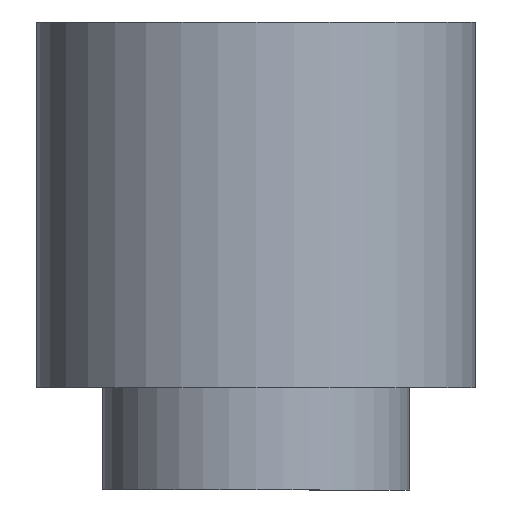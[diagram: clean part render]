
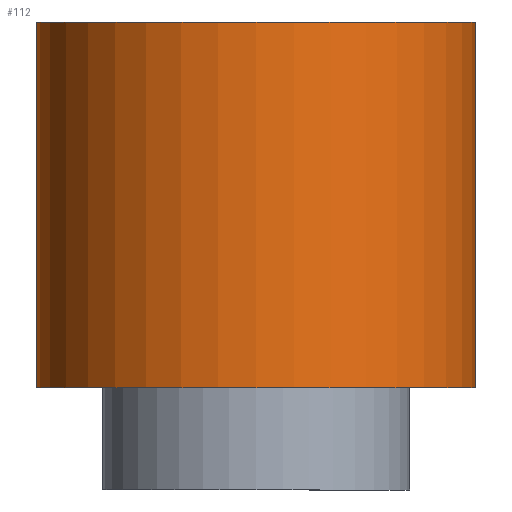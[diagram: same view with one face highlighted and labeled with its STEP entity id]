
A CAD part, left-side view. The second image highlights one B-rep face of the part: STEP entity #112.
In plain terms, the highlighted cylindrical face has radius 3 mm (diameter 6 mm), a partial arc.
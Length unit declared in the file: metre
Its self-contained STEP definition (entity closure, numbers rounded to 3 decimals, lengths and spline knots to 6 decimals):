
#112=ADVANCED_FACE('0:34',(#129),#130,.T.);
#129=FACE_OUTER_BOUND('',#165,.T.);
#130=CYLINDRICAL_SURFACE('',#166,0.003);
#165=EDGE_LOOP('',(#197,#198,#199,#200));
#166=AXIS2_PLACEMENT_3D('',#201,#202,#203);
#197=ORIENTED_EDGE('',*,*,#259,.F.);
#198=ORIENTED_EDGE('',*,*,#260,.F.);
#199=ORIENTED_EDGE('',*,*,#261,.F.);
#200=ORIENTED_EDGE('',*,*,#262,.T.);
#201=CARTESIAN_POINT('',(0.0,0.0064,0.0));
#202=DIRECTION('',(0.0,-1.0,0.0));
#203=DIRECTION('',(0.0,0.0,-1.0));
#259=EDGE_CURVE('',#292,#293,#294,.T.);
#260=EDGE_CURVE('0:49',#295,#292,#296,.T.);
#261=EDGE_CURVE('',#297,#295,#298,.T.);
#262=EDGE_CURVE('0:55',#297,#293,#299,.T.);
#292=VERTEX_POINT('',#331);
#293=VERTEX_POINT('',#332);
#294=LINE('',#333,#334);
#295=VERTEX_POINT('',#335);
#296=CIRCLE('',#336,0.003);
#297=VERTEX_POINT('',#337);
#298=LINE('',#338,#339);
#299=CIRCLE('',#340,0.003);
#331=CARTESIAN_POINT('',(0.0,0.0,-0.003));
#332=CARTESIAN_POINT('',(0.0,0.005,-0.003));
#333=CARTESIAN_POINT('',(0.,0.0025,-0.003));
#334=VECTOR('',#353,1.0);
#335=CARTESIAN_POINT('',(0.,0.0,0.003));
#336=AXIS2_PLACEMENT_3D('',#354,#355,#356);
#337=CARTESIAN_POINT('',(0.,0.005,0.003));
#338=CARTESIAN_POINT('',(0.,0.0025,0.003));
#339=VECTOR('',#357,1.0);
#340=AXIS2_PLACEMENT_3D('',#358,#359,#360);
#353=DIRECTION('',(-0.0,1.0,-0.0));
#354=CARTESIAN_POINT('',(0.0,0.0,0.0));
#355=DIRECTION('',(0.0,-1.0,0.0));
#356=DIRECTION('',(0.0,0.0,-1.0));
#357=DIRECTION('',(0.0,-1.0,0.0));
#358=CARTESIAN_POINT('',(0.0,0.005,0.0));
#359=DIRECTION('',(0.0,-1.0,0.0));
#360=DIRECTION('',(0.0,0.0,-1.0));
